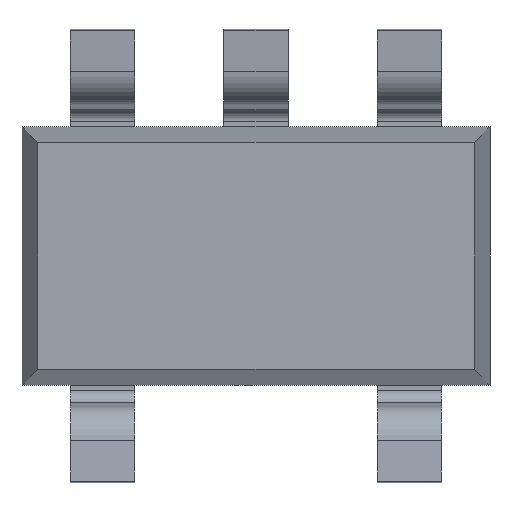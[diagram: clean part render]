
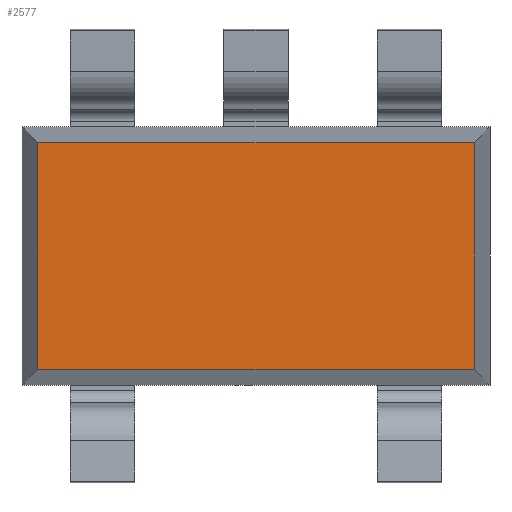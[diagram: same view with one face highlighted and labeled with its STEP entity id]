
A CAD part, front view. The second image highlights one B-rep face of the part: STEP entity #2577.
In plain terms, the highlighted planar face has unit normal (0, -1, 0).
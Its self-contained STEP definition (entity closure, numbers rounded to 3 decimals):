
#39 = ORIENTED_EDGE ( 'NONE', *, *, #306, .T. ) ;
#119 = ORIENTED_EDGE ( 'NONE', *, *, #1425, .T. ) ;
#128 = DIRECTION ( 'NONE',  ( -1., 0., 0. ) ) ;
#134 = CARTESIAN_POINT ( 'NONE',  ( 1.45, 0.15, -0.703 ) ) ;
#176 = VERTEX_POINT ( 'NONE', #1163 ) ;
#201 = ORIENTED_EDGE ( 'NONE', *, *, #2365, .T. ) ;
#306 = EDGE_CURVE ( 'NONE', #2007, #470, #678, .T. ) ;
#340 = VECTOR ( 'NONE', #1944, 1000. ) ;
#470 = VERTEX_POINT ( 'NONE', #2005 ) ;
#631 = ORIENTED_EDGE ( 'NONE', *, *, #1810, .T. ) ;
#678 = LINE ( 'NONE', #3342, #2760 ) ;
#714 = EDGE_LOOP ( 'NONE', ( #119, #201, #631, #39 ) ) ;
#842 = VECTOR ( 'NONE', #2059, 1000. ) ;
#1153 = FACE_OUTER_BOUND ( 'NONE', #714, .T. ) ;
#1163 = CARTESIAN_POINT ( 'NONE',  ( -1.353, 0.15, -0.703 ) ) ;
#1371 = CARTESIAN_POINT ( 'NONE',  ( 1.353, 0.15, 0.703 ) ) ;
#1425 = EDGE_CURVE ( 'NONE', #470, #176, #3528, .T. ) ;
#1495 = LINE ( 'NONE', #2335, #1945 ) ;
#1511 = DIRECTION ( 'NONE',  ( 0., 0., 1. ) ) ;
#1810 = EDGE_CURVE ( 'NONE', #1925, #2007, #1495, .T. ) ;
#1886 = DIRECTION ( 'NONE',  ( 0., 0., -1. ) ) ;
#1925 = VERTEX_POINT ( 'NONE', #3322 ) ;
#1944 = DIRECTION ( 'NONE',  ( 1., 0., 0. ) ) ;
#1945 = VECTOR ( 'NONE', #1511, 1000. ) ;
#2005 = CARTESIAN_POINT ( 'NONE',  ( -1.353, 0.15, 0.703 ) ) ;
#2007 = VERTEX_POINT ( 'NONE', #1371 ) ;
#2059 = DIRECTION ( 'NONE',  ( 0., 0., -1. ) ) ;
#2189 = CARTESIAN_POINT ( 'NONE',  ( 0., 0.15, 0. ) ) ;
#2303 = PLANE ( 'NONE',  #3316 ) ;
#2335 = CARTESIAN_POINT ( 'NONE',  ( 1.353, 0.15, 0.8 ) ) ;
#2365 = EDGE_CURVE ( 'NONE', #176, #1925, #2714, .T. ) ;
#2577 = ADVANCED_FACE ( 'NONE', ( #1153 ), #2303, .T. ) ;
#2596 = CARTESIAN_POINT ( 'NONE',  ( -1.353, 0.15, -0.8 ) ) ;
#2699 = DIRECTION ( 'NONE',  ( 0., -1., 0. ) ) ;
#2714 = LINE ( 'NONE', #134, #340 ) ;
#2760 = VECTOR ( 'NONE', #128, 1000. ) ;
#3316 = AXIS2_PLACEMENT_3D ( 'NONE', #2189, #2699, #1886 ) ;
#3322 = CARTESIAN_POINT ( 'NONE',  ( 1.353, 0.15, -0.703 ) ) ;
#3342 = CARTESIAN_POINT ( 'NONE',  ( -1.45, 0.15, 0.703 ) ) ;
#3528 = LINE ( 'NONE', #2596, #842 ) ;
